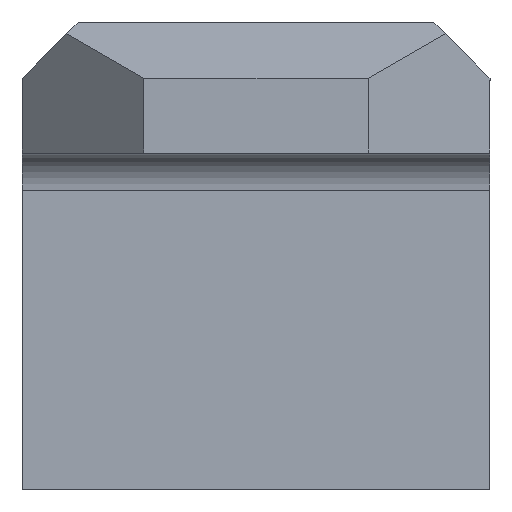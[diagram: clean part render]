
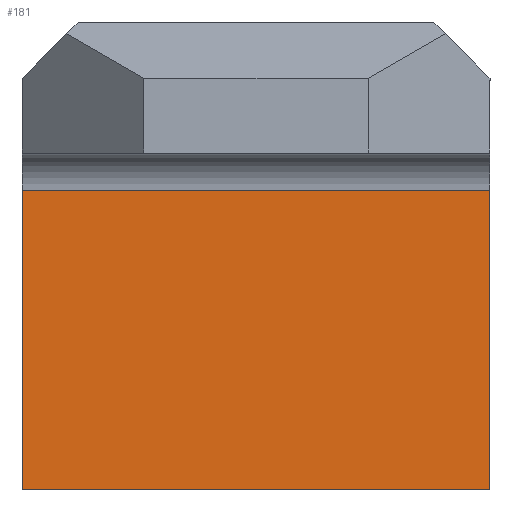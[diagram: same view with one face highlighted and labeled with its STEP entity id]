
A CAD part, left-side view. The second image highlights one B-rep face of the part: STEP entity #181.
In plain terms, the highlighted planar face has unit normal (-1, 0, 0).
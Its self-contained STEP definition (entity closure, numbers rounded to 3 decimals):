
#139=VERTEX_POINT('',#377);
#173=VERTEX_POINT('',#415);
#181=ADVANCED_FACE('',(#424),#425,.T.);
#183=VERTEX_POINT('',#427);
#265=EDGE_CURVE('',#183,#139,#514,.T.);
#285=EDGE_CURVE('',#329,#183,#536,.T.);
#309=EDGE_CURVE('',#173,#329,#561,.T.);
#329=VERTEX_POINT('',#582);
#353=EDGE_CURVE('',#173,#139,#612,.T.);
#377=CARTESIAN_POINT('',(10.0,12.5,-2.));
#415=CARTESIAN_POINT('',(10.0,-12.5,-2.));
#424=FACE_OUTER_BOUND('',#699,.T.);
#425=PLANE('',#700);
#427=CARTESIAN_POINT('',(10.0,12.5,-18.0));
#514=LINE('',#821,#822);
#536=LINE('',#859,#860);
#561=LINE('',#895,#896);
#582=CARTESIAN_POINT('',(10.0,-12.5,-18.0));
#612=LINE('',#962,#963);
#699=EDGE_LOOP('',(#1030,#1031,#1032,#1033));
#700=AXIS2_PLACEMENT_3D('',#1034,#1035,#1036);
#821=CARTESIAN_POINT('',(10.0,12.5,-10.0));
#822=VECTOR('',#1103,1.0);
#859=CARTESIAN_POINT('',(10.0,-6.25,-18.0));
#860=VECTOR('',#1128,1.0);
#895=CARTESIAN_POINT('',(10.0,-12.5,-10.0));
#896=VECTOR('',#1144,1.0);
#962=CARTESIAN_POINT('',(10.0,-12.5,-2.));
#963=VECTOR('',#1209,1.0);
#1030=ORIENTED_EDGE('',*,*,#265,.F.);
#1031=ORIENTED_EDGE('',*,*,#285,.F.);
#1032=ORIENTED_EDGE('',*,*,#309,.F.);
#1033=ORIENTED_EDGE('',*,*,#353,.T.);
#1034=CARTESIAN_POINT('',(10.0,-12.5,-2.));
#1035=DIRECTION('',(-1.0,0.0,0.0));
#1036=DIRECTION('',(0.0,1.0,0.0));
#1103=DIRECTION('',(0.0,0.0,1.0));
#1128=DIRECTION('',(0.0,1.0,0.0));
#1144=DIRECTION('',(0.0,0.0,-1.0));
#1209=DIRECTION('',(0.0,1.0,0.0));
